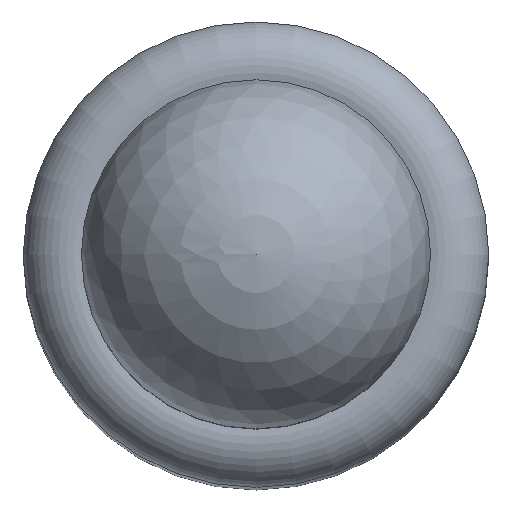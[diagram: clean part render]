
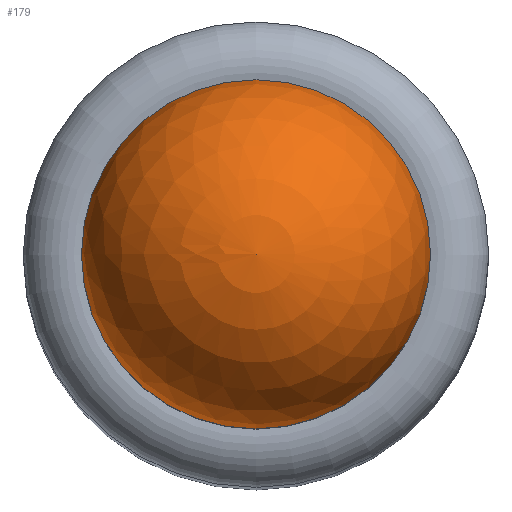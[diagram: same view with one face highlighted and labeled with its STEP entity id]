
A CAD part, top view. The second image highlights one B-rep face of the part: STEP entity #179.
In plain terms, the highlighted spherical face has radius 0.75 mm.
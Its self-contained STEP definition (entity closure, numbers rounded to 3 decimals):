
#19=SPHERICAL_SURFACE('',#234,0.75);
#47=FACE_OUTER_BOUND('',#60,.T.);
#60=EDGE_LOOP('',(#160,#161,#162,#163));
#84=CIRCLE('',#231,0.75);
#85=CIRCLE('',#232,0.75);
#86=CIRCLE('',#235,0.75);
#98=VERTEX_POINT('',#350);
#99=VERTEX_POINT('',#352);
#100=VERTEX_POINT('',#357);
#119=EDGE_CURVE('',#98,#99,#84,.T.);
#120=EDGE_CURVE('',#99,#98,#85,.T.);
#121=EDGE_CURVE('',#100,#99,#86,.T.);
#160=ORIENTED_EDGE('',*,*,#120,.F.);
#161=ORIENTED_EDGE('',*,*,#121,.F.);
#162=ORIENTED_EDGE('',*,*,#121,.T.);
#163=ORIENTED_EDGE('',*,*,#119,.F.);
#179=ADVANCED_FACE('',(#47),#19,.T.);
#231=AXIS2_PLACEMENT_3D('',#353,#295,#296);
#232=AXIS2_PLACEMENT_3D('',#354,#297,#298);
#234=AXIS2_PLACEMENT_3D('',#356,#301,#302);
#235=AXIS2_PLACEMENT_3D('',#358,#303,#304);
#295=DIRECTION('center_axis',(0.,0.,-1.));
#296=DIRECTION('ref_axis',(1.,0.,0.));
#297=DIRECTION('center_axis',(0.,0.,-1.));
#298=DIRECTION('ref_axis',(1.,0.,0.));
#301=DIRECTION('center_axis',(0.,0.,
1.));
#302=DIRECTION('ref_axis',(1.,0.,0.));
#303=DIRECTION('center_axis',(0.,-1.,0.));
#304=DIRECTION('ref_axis',(-1.,0.,0.));
#350=CARTESIAN_POINT('',(0.,-0.75,7.25));
#352=CARTESIAN_POINT('',(-0.75,0.,7.25));
#353=CARTESIAN_POINT('Origin',(0.,0.,7.25));
#354=CARTESIAN_POINT('Origin',(0.,0.,7.25));
#356=CARTESIAN_POINT('Origin',(0.,0.,7.25));
#357=CARTESIAN_POINT('',(0.,0.,8.));
#358=CARTESIAN_POINT('Origin',(0.,0.,7.25));
